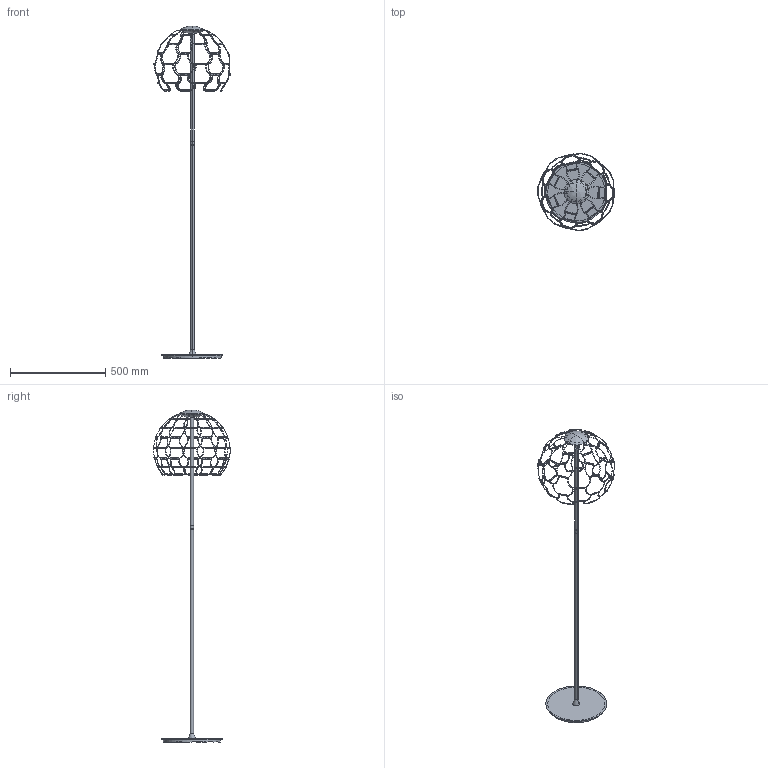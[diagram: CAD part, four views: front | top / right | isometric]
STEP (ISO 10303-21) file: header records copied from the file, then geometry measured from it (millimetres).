
FILE_DESCRIPTION(/* description */ (''),/* implementation_level */ '2;1');
FILE_NAME(/* name */ 'LA5939~1',/* time_stamp */ '2021-04-13T15:11:48+02:00',/* author */ (''),/* organization */ (''),/* preprocessor_version */ 'ST-DEVELOPER v15',/* originating_system */ '',/* authorisation */ '');
FILE_SCHEMA (('CONFIG_CONTROL_DESIGN'));
Length unit declared in the file: millimetre
Products named in the file (1): Document
Bounding box: 401.91 x 405.52 x 1740 mm (x, y, z)
Volume: 32928 mm3; surface area: 390953.8 mm2
Topology: 49 solids, 164 shells, 834 faces, 2471 edges, 1850 vertices
Faces by surface type: plane 789, bspline 45
Entity records: 25769 total; most frequent: CARTESIAN_POINT 9895, ORIENTED_EDGE 3906, EDGE_CURVE 2468, B_SPLINE_CURVE_WITH_KNOTS 2350, VERTEX_POINT 1850, EDGE_LOOP 838, ADVANCED_FACE 834, FACE_OUTER_BOUND 834
